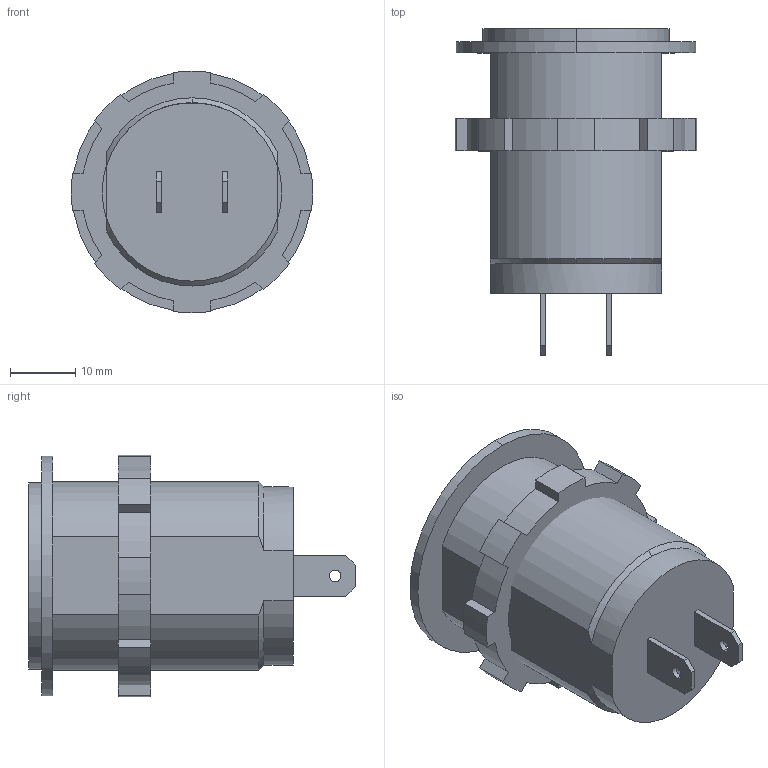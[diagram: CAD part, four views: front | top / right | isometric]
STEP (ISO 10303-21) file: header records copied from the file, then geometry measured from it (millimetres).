
FILE_DESCRIPTION (( 'STEP AP203' ), '1' );
FILE_NAME ('USB car charger, dc converter 12-5 V.STEP', '2019-08-22T07:45:43', ( '' ), ( '' ), 'SwSTEP 2.0', 'SolidWorks 2016', '' );
FILE_SCHEMA (( 'CONFIG_CONTROL_DESIGN' ));
Length unit declared in the file: millimetre
Products named in the file (3): USB car charger, dc converter 12-5 V; Car charging nut; USB car charger
Assembly tree (2 placements, depth 2):
  USB car charger, dc converter 12-5 V
    USB car charger
    Car charging nut
Bounding box: 36.95 x 50 x 36.98 mm (x, y, z)
Volume: 26962.7 mm3; surface area: 9125.9 mm2
Topology: 2 solids, 2 shells, 211 faces, 555 edges, 370 vertices
Faces by surface type: plane 140, cylinder 37, bspline 31, cone 3
Entity records: 8196 total; most frequent: CARTESIAN_POINT 2800, ORIENTED_EDGE 1110, DIRECTION 935, EDGE_CURVE 555, LINE 413, VECTOR 413, VERTEX_POINT 370, AXIS2_PLACEMENT_3D 261
